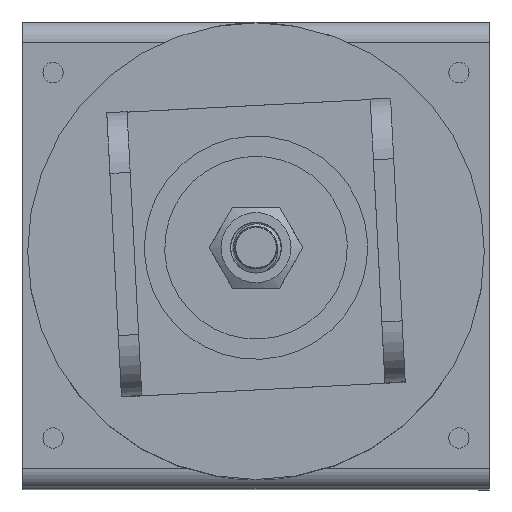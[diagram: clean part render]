
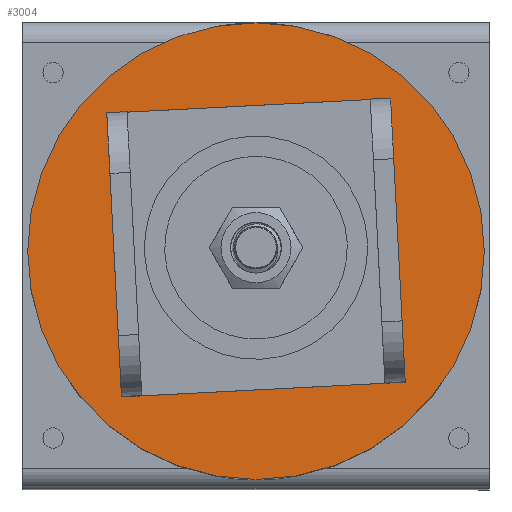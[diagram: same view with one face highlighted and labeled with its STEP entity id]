
A CAD part, top view. The second image highlights one B-rep face of the part: STEP entity #3004.
In plain terms, the highlighted face is planar.
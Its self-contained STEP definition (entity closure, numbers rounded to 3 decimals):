
#723=FACE_BOUND('',#965,.T.);
#779=FACE_OUTER_BOUND('',#964,.T.);
#964=EDGE_LOOP('',(#2098));
#965=EDGE_LOOP('',(#2099));
#1180=CIRCLE('',#3477,11.05);
#1184=CIRCLE('',#3484,22.5);
#1327=VERTEX_POINT('',#4832);
#1331=VERTEX_POINT('',#4845);
#1627=EDGE_CURVE('',#1327,#1327,#1180,.T.);
#1633=EDGE_CURVE('',#1331,#1331,#1184,.T.);
#2098=ORIENTED_EDGE('',*,*,#1633,.F.);
#2099=ORIENTED_EDGE('',*,*,#1627,.T.);
#2928=PLANE('',#3486);
#3004=ADVANCED_FACE('',(#779,#723),#2928,.F.);
#3477=AXIS2_PLACEMENT_3D('',#4834,#3832,#3833);
#3484=AXIS2_PLACEMENT_3D('',#4847,#3848,#3849);
#3486=AXIS2_PLACEMENT_3D('',#4849,#3852,#3853);
#3832=DIRECTION('center_axis',(0.,0.,1.));
#3833=DIRECTION('ref_axis',(1.,0.,0.));
#3848=DIRECTION('center_axis',(0.,0.,1.));
#3849=DIRECTION('ref_axis',(1.,0.,0.));
#3852=DIRECTION('center_axis',(0.,0.,1.));
#3853=DIRECTION('ref_axis',(1.,0.,0.));
#4832=CARTESIAN_POINT('',(-11.05,0.,0.));
#4834=CARTESIAN_POINT('Origin',(0.,0.,0.));
#4845=CARTESIAN_POINT('',(-22.5,0.,0.));
#4847=CARTESIAN_POINT('Origin',(0.,0.,0.));
#4849=CARTESIAN_POINT('Origin',(0.,0.,0.));
